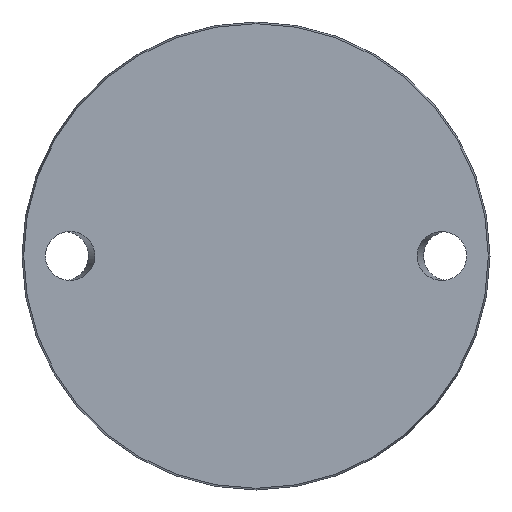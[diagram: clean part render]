
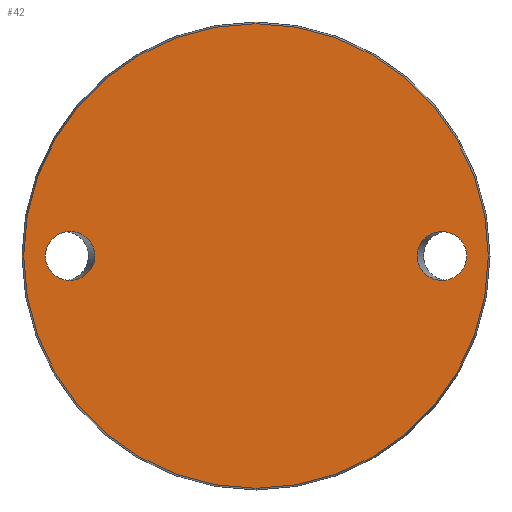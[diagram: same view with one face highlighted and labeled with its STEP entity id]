
A CAD part, front view. The second image highlights one B-rep face of the part: STEP entity #42.
In plain terms, the highlighted planar face has unit normal (0, -1, 0).
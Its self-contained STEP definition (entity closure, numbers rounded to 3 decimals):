
#5 = EDGE_CURVE ( 'NONE', #37, #37, #270, .T. ) ;
#21 = ORIENTED_EDGE ( 'NONE', *, *, #407, .T. ) ;
#37 = VERTEX_POINT ( 'NONE', #576 ) ;
#42 = ADVANCED_FACE ( 'NONE', ( #588, #968, #584 ), #892, .F. ) ;
#51 = VERTEX_POINT ( 'NONE', #207 ) ;
#58 = DIRECTION ( 'NONE',  ( 0., 0., -1. ) ) ;
#83 = CARTESIAN_POINT ( 'NONE',  ( -71.115, 0., -16.5 ) ) ;
#93 = CARTESIAN_POINT ( 'NONE',  ( -71.115, 0., 0. ) ) ;
#128 = CARTESIAN_POINT ( 'NONE',  ( 54.385, 0., 0. ) ) ;
#191 = ORIENTED_EDGE ( 'NONE', *, *, #5, .T. ) ;
#203 = CARTESIAN_POINT ( 'NONE',  ( -78.425, 0., 0. ) ) ;
#207 = CARTESIAN_POINT ( 'NONE',  ( -71.115, 0., 0. ) ) ;
#270 = CIRCLE ( 'NONE', #756, 78.425 ) ;
#278 = VERTEX_POINT ( 'NONE', #357 ) ;
#289 = AXIS2_PLACEMENT_3D ( 'NONE', #203, #544, #654 ) ;
#322 = CARTESIAN_POINT ( 'NONE',  ( -71.115, 0., 0. ) ) ;
#357 = CARTESIAN_POINT ( 'NONE',  ( 54.385, 0., 0. ) ) ;
#367 =( BOUNDED_CURVE ( )  B_SPLINE_CURVE ( 3, ( #322, #474, #484, #559, #858, #83, #93 ),
 .UNSPECIFIED., .T., .T. ) 
 B_SPLINE_CURVE_WITH_KNOTS ( ( 4, 3, 4 ),
 ( 0., 3.142, 6.283 ),
 .UNSPECIFIED. ) 
 CURVE ( )  GEOMETRIC_REPRESENTATION_ITEM ( )  RATIONAL_B_SPLINE_CURVE ( ( 1., 0.333, 0.333, 1., 0.333, 0.333, 1. ) ) 
 REPRESENTATION_ITEM ( '' )  );
#407 = EDGE_CURVE ( 'NONE', #51, #51, #367, .T. ) ;
#423 = EDGE_LOOP ( 'NONE', ( #21 ) ) ;
#428 = CARTESIAN_POINT ( 'NONE',  ( 71.115, 0., -16.5 ) ) ;
#438 = EDGE_LOOP ( 'NONE', ( #493 ) ) ;
#472 =( BOUNDED_CURVE ( )  B_SPLINE_CURVE ( 3, ( #501, #810, #428, #736, #505, #815, #128 ),
 .UNSPECIFIED., .T., .T. ) 
 B_SPLINE_CURVE_WITH_KNOTS ( ( 4, 3, 4 ),
 ( 0., 3.142, 6.283 ),
 .UNSPECIFIED. ) 
 CURVE ( )  GEOMETRIC_REPRESENTATION_ITEM ( )  RATIONAL_B_SPLINE_CURVE ( ( 1., 0.333, 0.333, 1., 0.333, 0.333, 1. ) ) 
 REPRESENTATION_ITEM ( '' )  );
#474 = CARTESIAN_POINT ( 'NONE',  ( -71.115, 0., 16.5 ) ) ;
#475 = DIRECTION ( 'NONE',  ( 0., -1., 0. ) ) ;
#484 = CARTESIAN_POINT ( 'NONE',  ( -54.385, 0., 16.5 ) ) ;
#493 = ORIENTED_EDGE ( 'NONE', *, *, #703, .F. ) ;
#501 = CARTESIAN_POINT ( 'NONE',  ( 54.385, 0., 0. ) ) ;
#505 = CARTESIAN_POINT ( 'NONE',  ( 71.115, 0., 16.5 ) ) ;
#544 = DIRECTION ( 'NONE',  ( 0., 1., 0. ) ) ;
#559 = CARTESIAN_POINT ( 'NONE',  ( -54.385, 0., 0. ) ) ;
#576 = CARTESIAN_POINT ( 'NONE',  ( 0., 0., -78.425 ) ) ;
#584 = FACE_OUTER_BOUND ( 'NONE', #679, .T. ) ;
#588 = FACE_BOUND ( 'NONE', #423, .T. ) ;
#654 = DIRECTION ( 'NONE',  ( 0., 0., 1. ) ) ;
#679 = EDGE_LOOP ( 'NONE', ( #191 ) ) ;
#703 = EDGE_CURVE ( 'NONE', #278, #278, #472, .T. ) ;
#736 = CARTESIAN_POINT ( 'NONE',  ( 71.115, 0., 0. ) ) ;
#756 = AXIS2_PLACEMENT_3D ( 'NONE', #947, #475, #58 ) ;
#810 = CARTESIAN_POINT ( 'NONE',  ( 54.385, 0., -16.5 ) ) ;
#815 = CARTESIAN_POINT ( 'NONE',  ( 54.385, 0., 16.5 ) ) ;
#858 = CARTESIAN_POINT ( 'NONE',  ( -54.385, 0., -16.5 ) ) ;
#892 = PLANE ( 'NONE',  #289 ) ;
#947 = CARTESIAN_POINT ( 'NONE',  ( 0., 0., 0. ) ) ;
#968 = FACE_BOUND ( 'NONE', #438, .T. ) ;
